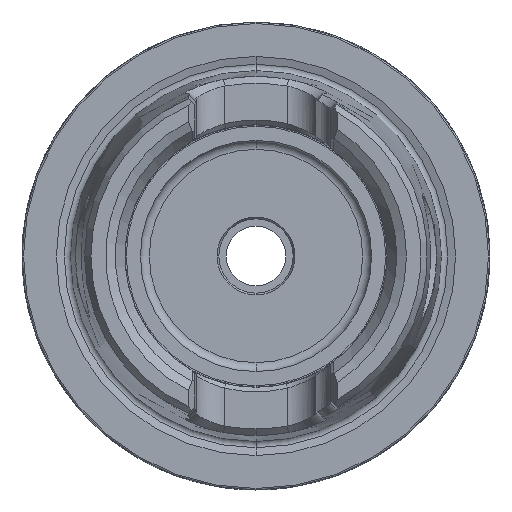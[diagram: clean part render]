
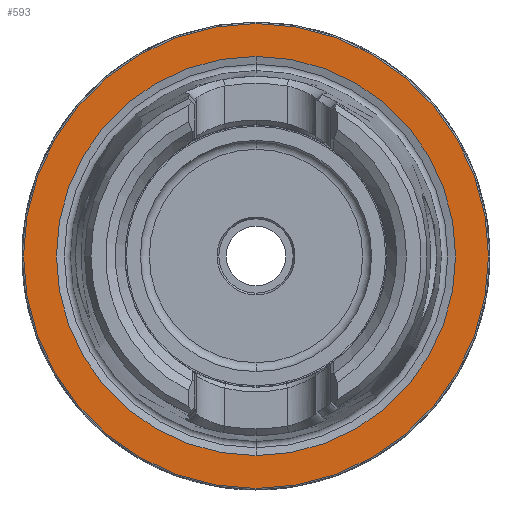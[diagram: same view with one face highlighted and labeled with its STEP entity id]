
A CAD part, left-side view. The second image highlights one B-rep face of the part: STEP entity #593.
In plain terms, the highlighted planar face has unit normal (-1, 0, 0).
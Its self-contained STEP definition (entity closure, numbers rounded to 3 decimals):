
#23 = VERTEX_POINT ( 'NONE', #6393 ) ;
#127 = CARTESIAN_POINT ( 'NONE',  ( 0., 0., -31.275 ) ) ;
#593 = ADVANCED_FACE ( 'NONE', ( #5103, #6805 ), #1289, .F. ) ;
#663 = DIRECTION ( 'NONE',  ( 0., 0., 1. ) ) ;
#670 = AXIS2_PLACEMENT_3D ( 'NONE', #8001, #7936, #7861 ) ;
#1289 = PLANE ( 'NONE',  #10614 ) ;
#1899 = ORIENTED_EDGE ( 'NONE', *, *, #2455, .F. ) ;
#1933 = VERTEX_POINT ( 'NONE', #8811 ) ;
#2005 = EDGE_CURVE ( 'NONE', #1933, #8495, #8391, .T. ) ;
#2192 = CARTESIAN_POINT ( 'NONE',  ( 0., 0., 0. ) ) ;
#2343 = CIRCLE ( 'NONE', #6115, 26.85 ) ;
#2455 = EDGE_CURVE ( 'NONE', #4537, #23, #3501, .T. ) ;
#2565 = ORIENTED_EDGE ( 'NONE', *, *, #2005, .T. ) ;
#2830 = ORIENTED_EDGE ( 'NONE', *, *, #9773, .F. ) ;
#3054 = DIRECTION ( 'NONE',  ( 0., 0., 1. ) ) ;
#3106 = CARTESIAN_POINT ( 'NONE',  ( 0., 31.275, 0. ) ) ;
#3139 = AXIS2_PLACEMENT_3D ( 'NONE', #3527, #9440, #4364 ) ;
#3501 = CIRCLE ( 'NONE', #6124, 26.85 ) ;
#3527 = CARTESIAN_POINT ( 'NONE',  ( 0., 0., 0. ) ) ;
#4364 = DIRECTION ( 'NONE',  ( 0., 0., 1. ) ) ;
#4537 = VERTEX_POINT ( 'NONE', #7466 ) ;
#5103 = FACE_BOUND ( 'NONE', #9500, .T. ) ;
#5606 = DIRECTION ( 'NONE',  ( 0., 0., -1. ) ) ;
#5643 = DIRECTION ( 'NONE',  ( 1., 0., 0. ) ) ;
#5725 = DIRECTION ( 'NONE',  ( -1., 0., 0. ) ) ;
#6115 = AXIS2_PLACEMENT_3D ( 'NONE', #10821, #5725, #663 ) ;
#6124 = AXIS2_PLACEMENT_3D ( 'NONE', #2192, #8097, #3054 ) ;
#6393 = CARTESIAN_POINT ( 'NONE',  ( 0., 0., -26.85 ) ) ;
#6470 = CIRCLE ( 'NONE', #3139, 31.275 ) ;
#6805 = FACE_OUTER_BOUND ( 'NONE', #6901, .T. ) ;
#6901 = EDGE_LOOP ( 'NONE', ( #2565, #8634 ) ) ;
#7466 = CARTESIAN_POINT ( 'NONE',  ( 0., 0., 26.85 ) ) ;
#7708 = EDGE_CURVE ( 'NONE', #8495, #1933, #6470, .T. ) ;
#7861 = DIRECTION ( 'NONE',  ( 0., 0., 1. ) ) ;
#7936 = DIRECTION ( 'NONE',  ( -1., 0., 0. ) ) ;
#8001 = CARTESIAN_POINT ( 'NONE',  ( 0., 0., 0. ) ) ;
#8097 = DIRECTION ( 'NONE',  ( -1., 0., 0. ) ) ;
#8391 = CIRCLE ( 'NONE', #670, 31.275 ) ;
#8495 = VERTEX_POINT ( 'NONE', #127 ) ;
#8634 = ORIENTED_EDGE ( 'NONE', *, *, #7708, .T. ) ;
#8811 = CARTESIAN_POINT ( 'NONE',  ( 0., 0., 31.275 ) ) ;
#9440 = DIRECTION ( 'NONE',  ( -1., 0., 0. ) ) ;
#9500 = EDGE_LOOP ( 'NONE', ( #1899, #2830 ) ) ;
#9773 = EDGE_CURVE ( 'NONE', #23, #4537, #2343, .T. ) ;
#10614 = AXIS2_PLACEMENT_3D ( 'NONE', #3106, #5643, #5606 ) ;
#10821 = CARTESIAN_POINT ( 'NONE',  ( 0., 0., 0. ) ) ;
